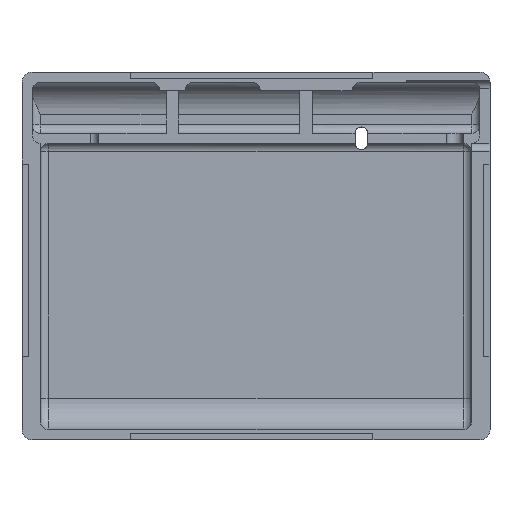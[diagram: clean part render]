
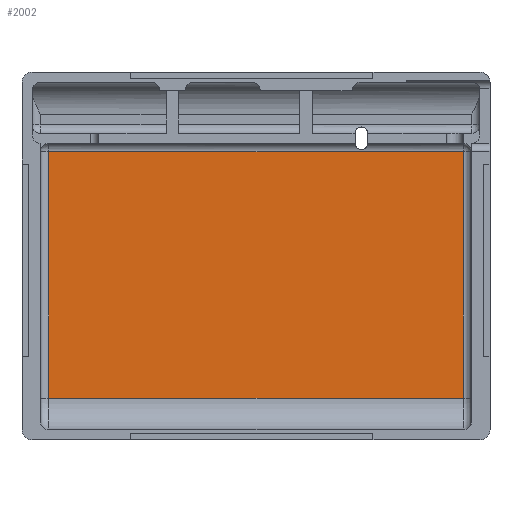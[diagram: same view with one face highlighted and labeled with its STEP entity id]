
A CAD part, top view. The second image highlights one B-rep face of the part: STEP entity #2002.
In plain terms, the highlighted planar face has unit normal (0, 0, 1).
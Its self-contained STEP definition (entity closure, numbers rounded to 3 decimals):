
#142=FACE_OUTER_BOUND('',#253,.T.);
#253=EDGE_LOOP('',(#1653,#1654,#1655,#1656));
#450=LINE('',#3082,#658);
#528=LINE('',#3359,#736);
#533=LINE('',#3382,#741);
#535=LINE('',#3387,#743);
#658=VECTOR('',#2393,10.);
#736=VECTOR('',#2603,10.);
#741=VECTOR('',#2636,10.);
#743=VECTOR('',#2644,10.);
#867=VERTEX_POINT('',#3079);
#868=VERTEX_POINT('',#3081);
#945=VERTEX_POINT('',#3357);
#949=VERTEX_POINT('',#3378);
#1077=EDGE_CURVE('',#867,#868,#450,.T.);
#1194=EDGE_CURVE('',#945,#867,#528,.T.);
#1207=EDGE_CURVE('',#868,#949,#533,.T.);
#1209=EDGE_CURVE('',#949,#945,#535,.T.);
#1653=ORIENTED_EDGE('',*,*,#1207,.F.);
#1654=ORIENTED_EDGE('',*,*,#1077,.F.);
#1655=ORIENTED_EDGE('',*,*,#1194,.F.);
#1656=ORIENTED_EDGE('',*,*,#1209,.F.);
#1911=PLANE('',#2173);
#2002=ADVANCED_FACE('',(#142),#1911,.T.);
#2173=AXIS2_PLACEMENT_3D('',#3386,#2642,#2643);
#2393=DIRECTION('',(1.,0.,0.));
#2603=DIRECTION('',(0.,1.,0.));
#2636=DIRECTION('',(0.,-1.,0.));
#2642=DIRECTION('center_axis',(0.,0.,1.));
#2643=DIRECTION('ref_axis',(1.,0.,0.));
#2644=DIRECTION('',(-1.,0.,0.));
#3079=CARTESIAN_POINT('',(3.2,34.5,0.8));
#3081=CARTESIAN_POINT('',(52.8,34.5,0.8));
#3082=CARTESIAN_POINT('',(14.6,34.5,0.8));
#3357=CARTESIAN_POINT('',(3.2,5.,0.8));
#3359=CARTESIAN_POINT('',(3.2,20.175,0.8));
#3378=CARTESIAN_POINT('',(52.8,5.,0.8));
#3382=CARTESIAN_POINT('',(52.8,20.175,0.8));
#3386=CARTESIAN_POINT('Origin',(28.,22.,0.8));
#3387=CARTESIAN_POINT('',(14.,5.,0.8));
